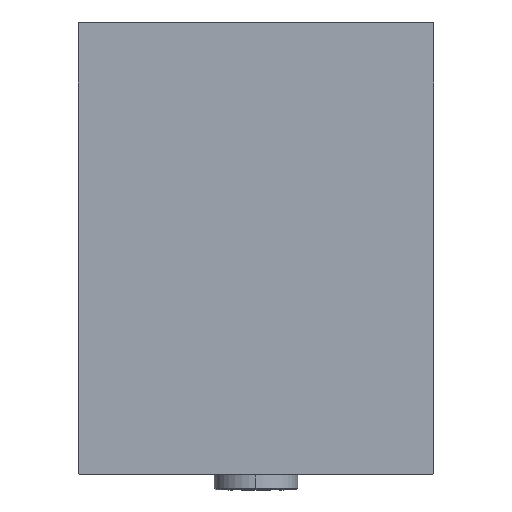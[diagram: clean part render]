
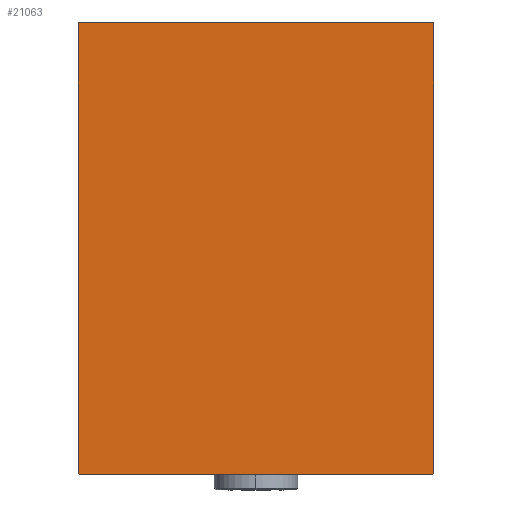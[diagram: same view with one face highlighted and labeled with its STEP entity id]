
A CAD part, left-side view. The second image highlights one B-rep face of the part: STEP entity #21063.
In plain terms, the highlighted face is planar.
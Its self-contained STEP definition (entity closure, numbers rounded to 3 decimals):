
#739 = CARTESIAN_POINT ( 'NONE',  ( 133., 54.7, 70. ) ) ;
#920 = DIRECTION ( 'NONE',  ( 0., 1., 0. ) ) ;
#1762 = ORIENTED_EDGE ( 'NONE', *, *, #23382, .T. ) ;
#1988 = CARTESIAN_POINT ( 'NONE',  ( 133., -55., -69.7 ) ) ;
#2094 = VECTOR ( 'NONE', #41770, 1000. ) ;
#2665 = DIRECTION ( 'NONE',  ( 0., 0., 1. ) ) ;
#2763 = PLANE ( 'NONE',  #16811 ) ;
#2988 = DIRECTION ( 'NONE',  ( 1., 0., 0. ) ) ;
#4459 = VERTEX_POINT ( 'NONE', #5402 ) ;
#5402 = CARTESIAN_POINT ( 'NONE',  ( 133., -54.7, 70. ) ) ;
#6256 = EDGE_CURVE ( 'NONE', #41323, #17954, #33920, .T. ) ;
#6324 = DIRECTION ( 'NONE',  ( 0., 0., -1. ) ) ;
#6793 = VERTEX_POINT ( 'NONE', #23121 ) ;
#12513 = DIRECTION ( 'NONE',  ( 0., 0., -1. ) ) ;
#13328 = CARTESIAN_POINT ( 'NONE',  ( 133., -62.35, 62.35 ) ) ;
#13365 = CARTESIAN_POINT ( 'NONE',  ( 133., 55., -70. ) ) ;
#16811 = AXIS2_PLACEMENT_3D ( 'NONE', #38159, #2988, #6324 ) ;
#16898 = DIRECTION ( 'NONE',  ( 0., -0.707, -0.707 ) ) ;
#17595 = CARTESIAN_POINT ( 'NONE',  ( 133., -54.7, -70. ) ) ;
#17596 = VERTEX_POINT ( 'NONE', #39646 ) ;
#17954 = VERTEX_POINT ( 'NONE', #32245 ) ;
#18811 = VECTOR ( 'NONE', #31004, 1000. ) ;
#19607 = LINE ( 'NONE', #44989, #18811 ) ;
#20029 = VECTOR ( 'NONE', #2665, 1000. ) ;
#20129 = CARTESIAN_POINT ( 'NONE',  ( 133., -55., 70. ) ) ;
#20872 = LINE ( 'NONE', #24424, #2094 ) ;
#21063 = ADVANCED_FACE ( 'NONE', ( #45757 ), #2763, .T. ) ;
#21687 = VECTOR ( 'NONE', #920, 1000. ) ;
#22563 = EDGE_CURVE ( 'NONE', #26038, #41323, #25878, .T. ) ;
#22904 = VECTOR ( 'NONE', #28964, 1000. ) ;
#23121 = CARTESIAN_POINT ( 'NONE',  ( 133., -55., 69.7 ) ) ;
#23237 = EDGE_LOOP ( 'NONE', ( #28285, #27083, #44660, #27692, #27489, #1762, #27072, #38611 ) ) ;
#23382 = EDGE_CURVE ( 'NONE', #4459, #6793, #45163, .T. ) ;
#24424 = CARTESIAN_POINT ( 'NONE',  ( 133., 62.35, -62.35 ) ) ;
#24663 = DIRECTION ( 'NONE',  ( 0., -0.707, 0.707 ) ) ;
#25878 = LINE ( 'NONE', #32762, #22904 ) ;
#26038 = VERTEX_POINT ( 'NONE', #1988 ) ;
#27072 = ORIENTED_EDGE ( 'NONE', *, *, #37491, .T. ) ;
#27083 = ORIENTED_EDGE ( 'NONE', *, *, #37154, .T. ) ;
#27489 = ORIENTED_EDGE ( 'NONE', *, *, #38634, .T. ) ;
#27692 = ORIENTED_EDGE ( 'NONE', *, *, #32274, .T. ) ;
#28285 = ORIENTED_EDGE ( 'NONE', *, *, #6256, .T. ) ;
#28305 = LINE ( 'NONE', #13365, #20029 ) ;
#28964 = DIRECTION ( 'NONE',  ( 0., 0.707, -0.707 ) ) ;
#30522 = VECTOR ( 'NONE', #16898, 1000. ) ;
#30559 = LINE ( 'NONE', #20129, #40010 ) ;
#31004 = DIRECTION ( 'NONE',  ( 0., -1., 0. ) ) ;
#32245 = CARTESIAN_POINT ( 'NONE',  ( 133., 54.7, -70. ) ) ;
#32274 = EDGE_CURVE ( 'NONE', #17596, #37852, #39366, .T. ) ;
#32762 = CARTESIAN_POINT ( 'NONE',  ( 133., -62.35, -62.35 ) ) ;
#33920 = LINE ( 'NONE', #37453, #21687 ) ;
#35292 = VECTOR ( 'NONE', #24663, 1000. ) ;
#37154 = EDGE_CURVE ( 'NONE', #17954, #45042, #20872, .T. ) ;
#37453 = CARTESIAN_POINT ( 'NONE',  ( 133., -55., -70. ) ) ;
#37491 = EDGE_CURVE ( 'NONE', #6793, #26038, #30559, .T. ) ;
#37852 = VERTEX_POINT ( 'NONE', #739 ) ;
#38159 = CARTESIAN_POINT ( 'NONE',  ( 133., 0., 0. ) ) ;
#38611 = ORIENTED_EDGE ( 'NONE', *, *, #22563, .T. ) ;
#38634 = EDGE_CURVE ( 'NONE', #37852, #4459, #19607, .T. ) ;
#39366 = LINE ( 'NONE', #39599, #35292 ) ;
#39426 = EDGE_CURVE ( 'NONE', #45042, #17596, #28305, .T. ) ;
#39599 = CARTESIAN_POINT ( 'NONE',  ( 133., 62.35, 62.35 ) ) ;
#39646 = CARTESIAN_POINT ( 'NONE',  ( 133., 55., 69.7 ) ) ;
#39814 = CARTESIAN_POINT ( 'NONE',  ( 133., 55., -69.7 ) ) ;
#40010 = VECTOR ( 'NONE', #12513, 1000. ) ;
#41323 = VERTEX_POINT ( 'NONE', #17595 ) ;
#41770 = DIRECTION ( 'NONE',  ( 0., 0.707, 0.707 ) ) ;
#44660 = ORIENTED_EDGE ( 'NONE', *, *, #39426, .T. ) ;
#44989 = CARTESIAN_POINT ( 'NONE',  ( 133., 55., 70. ) ) ;
#45042 = VERTEX_POINT ( 'NONE', #39814 ) ;
#45163 = LINE ( 'NONE', #13328, #30522 ) ;
#45757 = FACE_OUTER_BOUND ( 'NONE', #23237, .T. ) ;
